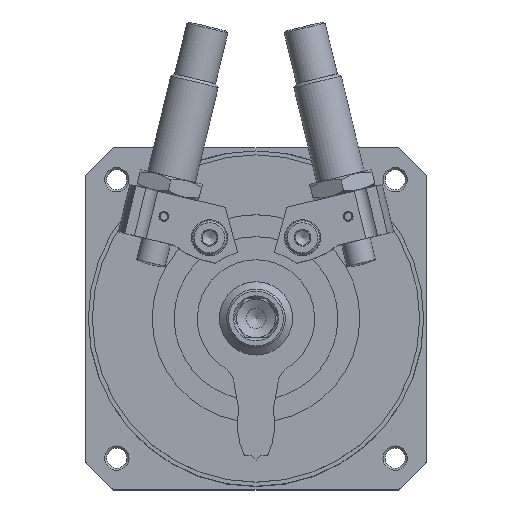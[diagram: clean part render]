
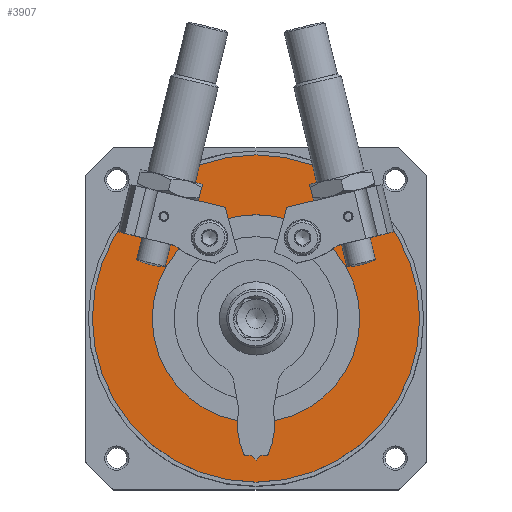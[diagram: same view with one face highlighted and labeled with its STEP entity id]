
A CAD part, top view. The second image highlights one B-rep face of the part: STEP entity #3907.
In plain terms, the highlighted face is planar.
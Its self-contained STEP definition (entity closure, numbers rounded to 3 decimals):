
#170=PLANE('',#4325);
#835=ORIENTED_EDGE('',*,*,#1796,.F.);
#836=ORIENTED_EDGE('',*,*,#1797,.T.);
#1796=EDGE_CURVE('',#2288,#2288,#2662,.T.);
#1797=EDGE_CURVE('',#2289,#2289,#2663,.T.);
#2288=VERTEX_POINT('',#6294);
#2289=VERTEX_POINT('',#6296);
#2662=CIRCLE('',#4326,33.5);
#2663=CIRCLE('',#4327,21.25);
#2938=EDGE_LOOP('',(#835));
#2939=EDGE_LOOP('',(#836));
#3387=FACE_BOUND('',#2938,.T.);
#3388=FACE_BOUND('',#2939,.T.);
#3907=ADVANCED_FACE('',(#3387,#3388),#170,.F.);
#4325=AXIS2_PLACEMENT_3D('',#6292,#4967,#4968);
#4326=AXIS2_PLACEMENT_3D('',#6293,#4969,#4970);
#4327=AXIS2_PLACEMENT_3D('',#6295,#4971,#4972);
#4967=DIRECTION('',(1.,0.,0.));
#4968=DIRECTION('',(0.,0.,-1.));
#4969=DIRECTION('',(1.,0.,0.));
#4970=DIRECTION('',(0.,0.,-1.));
#4971=DIRECTION('',(1.,0.,0.));
#4972=DIRECTION('',(0.,0.,-1.));
#6292=CARTESIAN_POINT('',(-63.,0.,0.));
#6293=CARTESIAN_POINT('',(-63.,0.,0.));
#6294=CARTESIAN_POINT('',(-63.,0.,-33.5));
#6295=CARTESIAN_POINT('',(-63.,0.,0.));
#6296=CARTESIAN_POINT('',(-63.,0.,-21.25));
